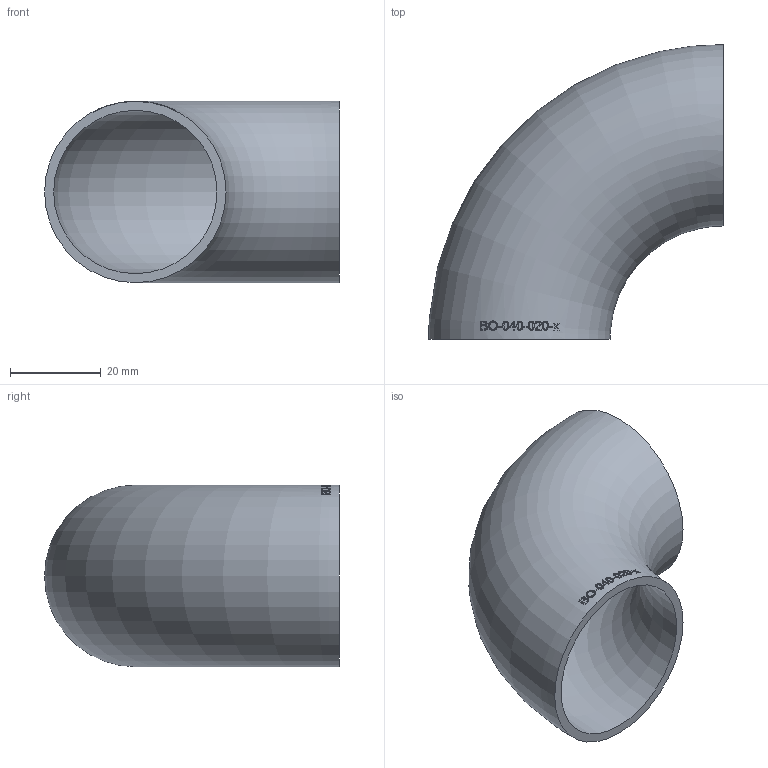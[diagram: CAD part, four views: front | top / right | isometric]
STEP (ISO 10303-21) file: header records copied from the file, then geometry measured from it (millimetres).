
FILE_DESCRIPTION (( 'STEP AP214' ), '1' );
FILE_NAME ('BO-040-020-x Bogen 1911.STEP', '2019-11-06T08:48:15', ( '' ), ( '' ), 'SwSTEP 2.0', 'SolidWorks 2016', '' );
FILE_SCHEMA (( 'AUTOMOTIVE_DESIGN' ));
Length unit declared in the file: millimetre
Products named in the file (1): BO-040-020-x Bogen 1911
Bounding box: 65 x 65 x 40 mm (x, y, z)
Volume: 16875.9 mm3; surface area: 17363.8 mm2
Topology: 1 solids, 1 shells, 132 faces, 334 edges, 223 vertices
Faces by surface type: bspline 57, plane 53, torus 22
Entity records: 8032 total; most frequent: CARTESIAN_POINT 4110, ORIENTED_EDGE 656, EDGE_CURVE 328, DIRECTION 268, VERTEX_POINT 220, B_SPLINE_CURVE_WITH_KNOTS 216, EDGE_LOOP 156, FACE_OUTER_BOUND 134
